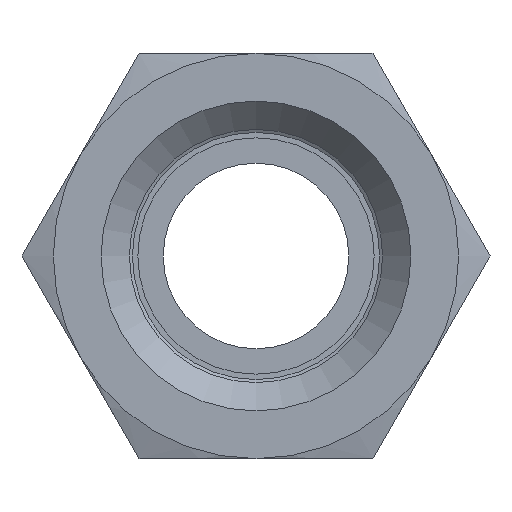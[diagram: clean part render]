
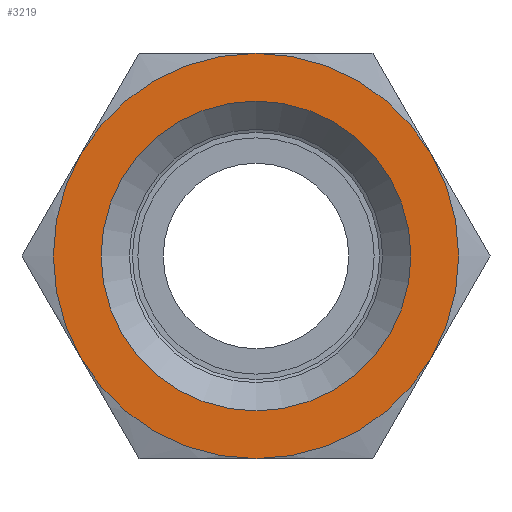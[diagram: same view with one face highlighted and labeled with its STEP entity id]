
A CAD part, left-side view. The second image highlights one B-rep face of the part: STEP entity #3219.
In plain terms, the highlighted planar face has unit normal (-1, 0, 0).
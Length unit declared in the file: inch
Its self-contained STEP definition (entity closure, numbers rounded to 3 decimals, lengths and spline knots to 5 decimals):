
#2944=CARTESIAN_POINT('',(0.0,0.,0.5625));
#2945=VERTEX_POINT('',#2944);
#3125=CARTESIAN_POINT('',(0.0,-0.43,0.));
#3126=VERTEX_POINT('',#3125);
#3127=CARTESIAN_POINT('',(0.0,0.0,0.0));
#3128=DIRECTION('',(-1.0,0.0,0.0));
#3129=DIRECTION('',(0.0,1.0,0.0));
#3130=AXIS2_PLACEMENT_3D('',#3127,#3128,#3129);
#3131=CIRCLE('',#3130,0.43);
#3132=EDGE_CURVE('',#3126,#3126,#3131,.T.);
#3157=CARTESIAN_POINT('',(0.0,0.,0.));
#3158=DIRECTION('',(1.0,0.0,0.0));
#3159=DIRECTION('',(0.0,0.0,-1.0));
#3160=AXIS2_PLACEMENT_3D('',#3157,#3158,#3159);
#3161=PLANE('',#3160);
#3162=CARTESIAN_POINT('',(0.0,0.48714,0.28125));
#3163=VERTEX_POINT('',#3162);
#3164=CARTESIAN_POINT('',(0.0,0.48714,-0.28125));
#3165=VERTEX_POINT('',#3164);
#3166=CARTESIAN_POINT('',(0.0,0.0,0.0));
#3167=DIRECTION('',(-1.0,0.0,0.0));
#3168=DIRECTION('',(0.0,1.0,0.0));
#3169=AXIS2_PLACEMENT_3D('',#3166,#3167,#3168);
#3170=CIRCLE('',#3169,0.5625);
#3171=EDGE_CURVE('',#3163,#3165,#3170,.T.);
#3172=ORIENTED_EDGE('',*,*,#3171,.T.);
#3173=CARTESIAN_POINT('',(0.0,0.0,-0.5625));
#3174=VERTEX_POINT('',#3173);
#3175=CARTESIAN_POINT('',(0.0,0.0,0.0));
#3176=DIRECTION('',(-1.0,0.0,0.0));
#3177=DIRECTION('',(0.0,1.0,0.0));
#3178=AXIS2_PLACEMENT_3D('',#3175,#3176,#3177);
#3179=CIRCLE('',#3178,0.5625);
#3180=EDGE_CURVE('',#3165,#3174,#3179,.T.);
#3181=ORIENTED_EDGE('',*,*,#3180,.T.);
#3182=CARTESIAN_POINT('',(0.0,-0.48714,-0.28125));
#3183=VERTEX_POINT('',#3182);
#3184=CARTESIAN_POINT('',(0.0,0.0,0.0));
#3185=DIRECTION('',(-1.0,0.0,0.0));
#3186=DIRECTION('',(0.0,1.0,0.0));
#3187=AXIS2_PLACEMENT_3D('',#3184,#3185,#3186);
#3188=CIRCLE('',#3187,0.5625);
#3189=EDGE_CURVE('',#3174,#3183,#3188,.T.);
#3190=ORIENTED_EDGE('',*,*,#3189,.T.);
#3191=CARTESIAN_POINT('',(0.0,-0.48714,0.28125));
#3192=VERTEX_POINT('',#3191);
#3193=CARTESIAN_POINT('',(0.0,0.0,0.0));
#3194=DIRECTION('',(-1.0,0.0,0.0));
#3195=DIRECTION('',(0.0,1.0,0.0));
#3196=AXIS2_PLACEMENT_3D('',#3193,#3194,#3195);
#3197=CIRCLE('',#3196,0.5625);
#3198=EDGE_CURVE('',#3183,#3192,#3197,.T.);
#3199=ORIENTED_EDGE('',*,*,#3198,.T.);
#3200=CARTESIAN_POINT('',(0.0,0.0,0.0));
#3201=DIRECTION('',(-1.0,0.0,0.0));
#3202=DIRECTION('',(0.0,1.0,0.0));
#3203=AXIS2_PLACEMENT_3D('',#3200,#3201,#3202);
#3204=CIRCLE('',#3203,0.5625);
#3205=EDGE_CURVE('',#3192,#2945,#3204,.T.);
#3206=ORIENTED_EDGE('',*,*,#3205,.T.);
#3207=CARTESIAN_POINT('',(0.0,0.0,0.0));
#3208=DIRECTION('',(-1.0,0.0,0.0));
#3209=DIRECTION('',(0.0,1.0,0.0));
#3210=AXIS2_PLACEMENT_3D('',#3207,#3208,#3209);
#3211=CIRCLE('',#3210,0.5625);
#3212=EDGE_CURVE('',#2945,#3163,#3211,.T.);
#3213=ORIENTED_EDGE('',*,*,#3212,.T.);
#3214=EDGE_LOOP('',(#3172,#3181,#3190,#3199,#3206,#3213));
#3215=FACE_OUTER_BOUND('',#3214,.T.);
#3216=ORIENTED_EDGE('',*,*,#3132,.F.);
#3217=EDGE_LOOP('',(#3216));
#3218=FACE_BOUND('',#3217,.T.);
#3219=ADVANCED_FACE('',(#3215,#3218),#3161,.F.);
